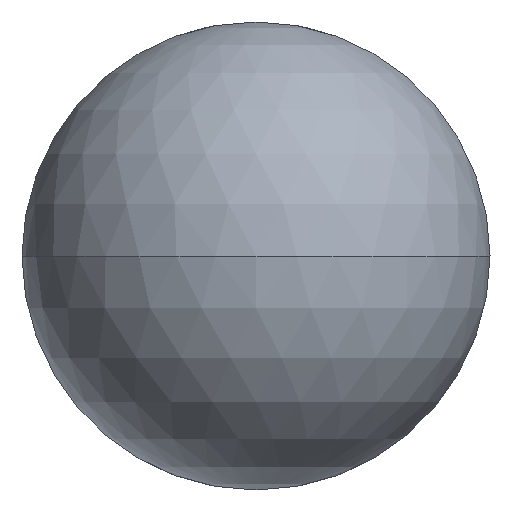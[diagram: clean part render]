
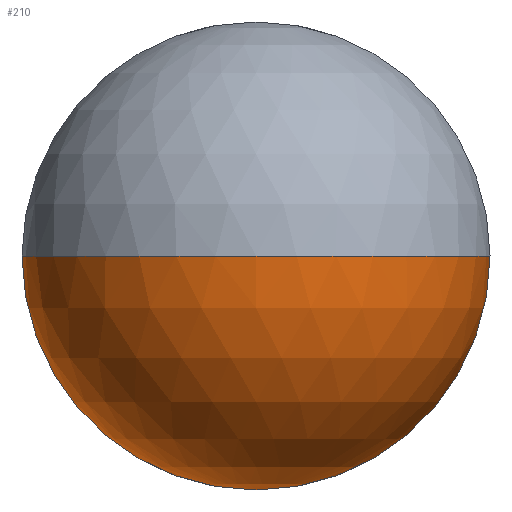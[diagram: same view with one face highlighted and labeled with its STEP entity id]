
A CAD part, front view. The second image highlights one B-rep face of the part: STEP entity #210.
In plain terms, the highlighted spherical face has radius 3.175 mm.
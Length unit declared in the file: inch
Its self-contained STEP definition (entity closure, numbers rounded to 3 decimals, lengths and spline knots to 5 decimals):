
#3 = CIRCLE ( 'NONE', #168, 0.125 ) ;
#15 = VERTEX_POINT ( 'NONE', #357 ) ;
#24 = EDGE_CURVE ( 'NONE', #15, #361, #300, .T. ) ;
#34 = CARTESIAN_POINT ( 'NONE',  ( 0.125, 0.125, 0. ) ) ;
#61 = VERTEX_POINT ( 'NONE', #34 ) ;
#62 = DIRECTION ( 'NONE',  ( 0., 0., 1. ) ) ;
#68 = CARTESIAN_POINT ( 'NONE',  ( 0., 0.125, 0. ) ) ;
#86 = DIRECTION ( 'NONE',  ( 0., -1., 0. ) ) ;
#105 = CARTESIAN_POINT ( 'NONE',  ( 0., 0., 0. ) ) ;
#143 = AXIS2_PLACEMENT_3D ( 'NONE', #513, #86, #406 ) ;
#168 = AXIS2_PLACEMENT_3D ( 'NONE', #68, #261, #428 ) ;
#169 = ORIENTED_EDGE ( 'NONE', *, *, #24, .F. ) ;
#181 = CARTESIAN_POINT ( 'NONE',  ( 0., 0.125, 0. ) ) ;
#183 = DIRECTION ( 'NONE',  ( 0., 0., -1. ) ) ;
#186 = ORIENTED_EDGE ( 'NONE', *, *, #297, .T. ) ;
#205 = ORIENTED_EDGE ( 'NONE', *, *, #308, .T. ) ;
#210 = ADVANCED_FACE ( 'NONE', ( #246 ), #405, .T. ) ;
#246 = FACE_OUTER_BOUND ( 'NONE', #356, .T. ) ;
#247 = DIRECTION ( 'NONE',  ( 1., 0., 0. ) ) ;
#261 = DIRECTION ( 'NONE',  ( 0., 0., -1. ) ) ;
#297 = EDGE_CURVE ( 'NONE', #15, #456, #478, .T. ) ;
#300 = CIRCLE ( 'NONE', #309, 0.125 ) ;
#308 = EDGE_CURVE ( 'NONE', #61, #361, #3, .T. ) ;
#309 = AXIS2_PLACEMENT_3D ( 'NONE', #316, #62, #247 ) ;
#316 = CARTESIAN_POINT ( 'NONE',  ( 0., 0.125, 0. ) ) ;
#356 = EDGE_LOOP ( 'NONE', ( #186, #430, #205, #169 ) ) ;
#357 = CARTESIAN_POINT ( 'NONE',  ( -0.125, 0.125, 0. ) ) ;
#361 = VERTEX_POINT ( 'NONE', #105 ) ;
#371 = DIRECTION ( 'NONE',  ( -1., 0., 0. ) ) ;
#385 = DIRECTION ( 'NONE',  ( 0., -1., 0. ) ) ;
#387 = CIRCLE ( 'NONE', #143, 0.125 ) ;
#389 = EDGE_CURVE ( 'NONE', #456, #61, #387, .T. ) ;
#405 = SPHERICAL_SURFACE ( 'NONE', #414, 0.125 ) ;
#406 = DIRECTION ( 'NONE',  ( 0., 0., -1. ) ) ;
#414 = AXIS2_PLACEMENT_3D ( 'NONE', #487, #447, #371 ) ;
#428 = DIRECTION ( 'NONE',  ( -1., 0., 0. ) ) ;
#430 = ORIENTED_EDGE ( 'NONE', *, *, #389, .T. ) ;
#447 = DIRECTION ( 'NONE',  ( 0., 0., -1. ) ) ;
#456 = VERTEX_POINT ( 'NONE', #500 ) ;
#478 = CIRCLE ( 'NONE', #485, 0.125 ) ;
#485 = AXIS2_PLACEMENT_3D ( 'NONE', #181, #385, #183 ) ;
#487 = CARTESIAN_POINT ( 'NONE',  ( 0., 0.125, 0. ) ) ;
#500 = CARTESIAN_POINT ( 'NONE',  ( 0., 0.125, -0.125 ) ) ;
#513 = CARTESIAN_POINT ( 'NONE',  ( 0., 0.125, 0. ) ) ;
